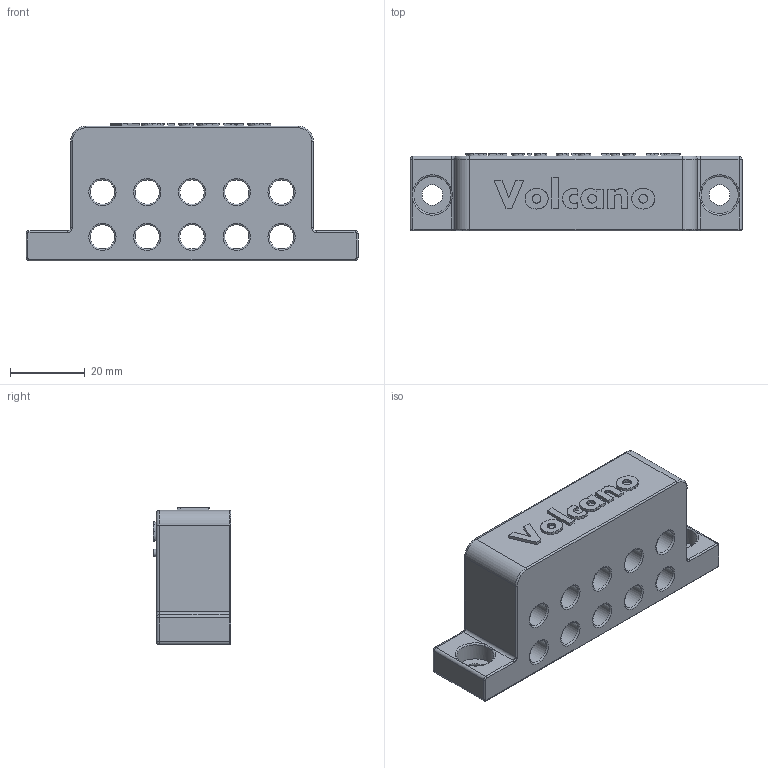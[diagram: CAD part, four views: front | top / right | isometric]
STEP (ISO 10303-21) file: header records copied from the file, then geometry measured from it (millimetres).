
FILE_DESCRIPTION(/* description */ (''),/* implementation_level */ '2;1');
FILE_NAME(/* name */ 'B-Volcano_Nozzle_Holder-F.stp',/* time_stamp */ '2020-10-17T17:34:56-07:00',/* author */ (''),/* organization */ (''),/* preprocessor_version */ 'ST-DEVELOPER v18.1',/* originating_system */ 'Autodesk Translation Framework v9.3.0.1241',/* authorisation */ '');
FILE_SCHEMA (('AUTOMOTIVE_DESIGN { 1 0 10303 214 3 1 1 }'));
Length unit declared in the file: millimetre
Products named in the file (1): Volcano Nozzle Block
Bounding box: 89 x 20.8 x 36.8 mm (x, y, z)
Volume: 43072.5 mm3; surface area: 13819.1 mm2
Topology: 1 solids, 1 shells, 502 faces, 1329 edges, 872 vertices
Faces by surface type: bspline 286, plane 132, cylinder 48, torus 32, sphere 4
Full cylindrical faces by diameter (mm): 2 x10, 5.5 x2, 6.5 x10, 10 x2
Entity records: 18347 total; most frequent: CARTESIAN_POINT 7589, ORIENTED_EDGE 2658, DIRECTION 1377, EDGE_CURVE 1329, VERTEX_POINT 872, LINE 581, VECTOR 581, EDGE_LOOP 569
